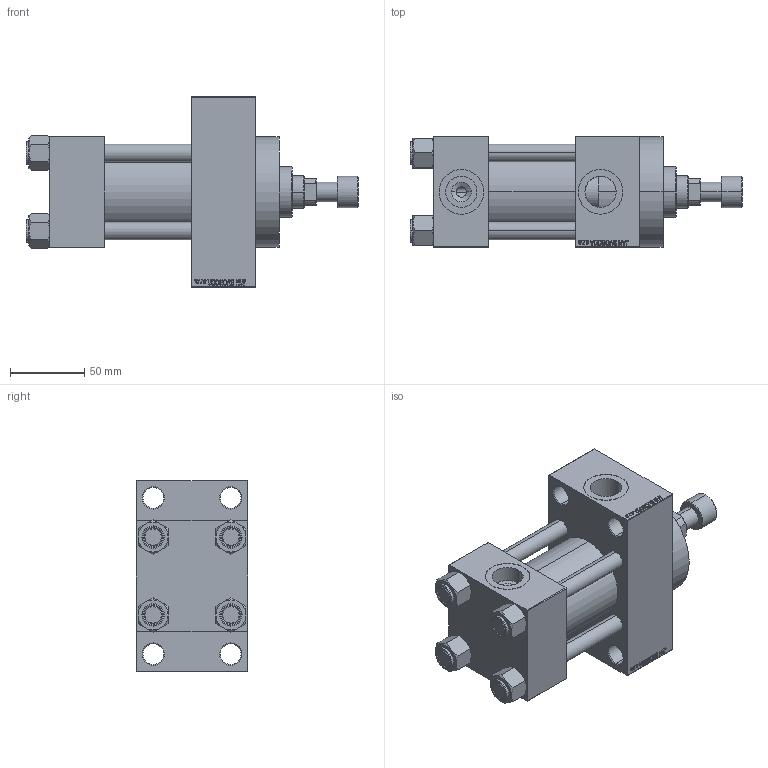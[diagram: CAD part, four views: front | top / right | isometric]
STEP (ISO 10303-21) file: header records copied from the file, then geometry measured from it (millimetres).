
FILE_DESCRIPTION (( 'STEP AP203' ), '1' );
FILE_NAME ('af64.STEP', '2024-06-07T12:12:57', ( '' ), ( '' ), 'SwSTEP 2.0', 'SolidWorks 2019', '' );
FILE_SCHEMA (( 'CONFIG_CONTROL_DESIGN' ));
Length unit declared in the file: millimetre
Products named in the file (7): af64; V215CD_NUT_M5_D 0f38ed38663ba1d4b2b2d22c3d136e52; V215CR_ROD_END_F 0f38ed38663ba1d4b2b2d22c3d136e52; V215CD_D_Body 0f38ed38663ba1d4b2b2d22c3d136e52; V215CD_VCP_D 0f38ed38663ba1d4b2b2d22c3d136e52; V215CD_D_TYCINKA 0f38ed38663ba1d4b2b2d22c3d136e52; V215CD_VC_A 0f38ed38663ba1d4b2b2d22c3d136e52
Assembly tree (12 placements, depth 2):
  af64
    V215CD_D_Body 0f38ed38663ba1d4b2b2d22c3d136e52
    V215CD_VC_A 0f38ed38663ba1d4b2b2d22c3d136e52
    V215CD_VCP_D 0f38ed38663ba1d4b2b2d22c3d136e52
    V215CD_D_TYCINKA 0f38ed38663ba1d4b2b2d22c3d136e52  x4
    V215CD_NUT_M5_D 0f38ed38663ba1d4b2b2d22c3d136e52  x4
    V215CR_ROD_END_F 0f38ed38663ba1d4b2b2d22c3d136e52
Bounding box: 223 x 75 x 128 mm (x, y, z)
Volume: 804218.4 mm3; surface area: 168846.4 mm2
Topology: 12 solids, 12 shells, 1114 faces, 2771 edges, 1793 vertices
Faces by surface type: plane 500, bspline 368, cone 142, cylinder 92, torus 12
Entity records: 47602 total; most frequent: CARTESIAN_POINT 25124, ORIENTED_EDGE 5034, DIRECTION 3251, EDGE_CURVE 2517, VERTEX_POINT 1649, VECTOR 1507, LINE 1507, EDGE_LOOP 1126
